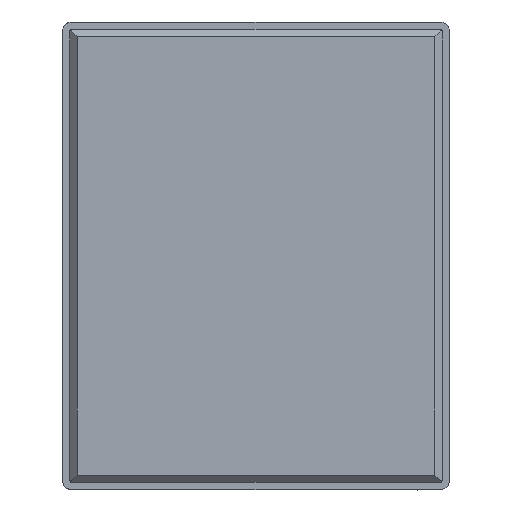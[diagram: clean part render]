
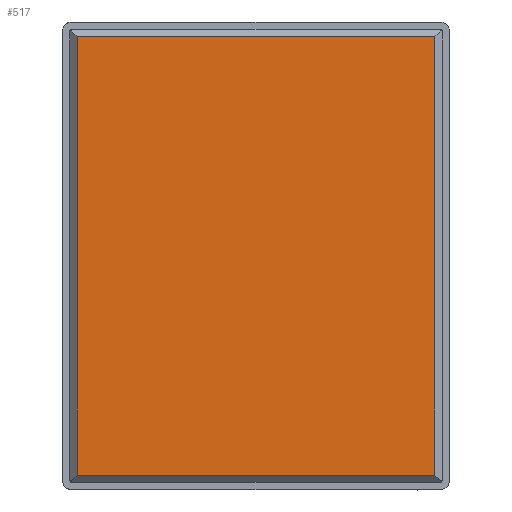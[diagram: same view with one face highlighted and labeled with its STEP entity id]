
A CAD part, top view. The second image highlights one B-rep face of the part: STEP entity #517.
In plain terms, the highlighted planar face has unit normal (0, 0, 1).
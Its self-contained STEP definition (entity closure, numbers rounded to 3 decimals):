
#466=PLANE('',#2365);
#517=ADVANCED_FACE('',(#687),#466,.T.);
#687=FACE_OUTER_BOUND('',#751,.T.);
#751=EDGE_LOOP('',(#1324,#1325,#1326,#1327));
#1324=ORIENTED_EDGE('',*,*,#1957,.T.);
#1325=ORIENTED_EDGE('',*,*,#1949,.T.);
#1326=ORIENTED_EDGE('',*,*,#1969,.T.);
#1327=ORIENTED_EDGE('',*,*,#1963,.T.);
#1716=VERTEX_POINT('',#4058);
#1717=VERTEX_POINT('',#4059);
#1723=VERTEX_POINT('',#4075);
#1727=VERTEX_POINT('',#4087);
#1949=EDGE_CURVE('',#1716,#1717,#2176,.T.);
#1957=EDGE_CURVE('',#1723,#1716,#2183,.T.);
#1963=EDGE_CURVE('',#1727,#1723,#2188,.T.);
#1969=EDGE_CURVE('',#1717,#1727,#2193,.T.);
#2176=LINE('',#4057,#2270);
#2183=LINE('',#4074,#2277);
#2188=LINE('',#4086,#2282);
#2193=LINE('',#4098,#2287);
#2270=VECTOR('',#2697,1.);
#2277=VECTOR('',#2710,1.);
#2282=VECTOR('',#2721,1.);
#2287=VECTOR('',#2732,1.);
#2365=AXIS2_PLACEMENT_3D('',#4106,#2743,#2744);
#2697=DIRECTION('',(0.,-1.,0.));
#2710=DIRECTION('',(-1.,0.,0.));
#2721=DIRECTION('',(0.,1.,0.));
#2732=DIRECTION('',(1.,0.,0.));
#2743=DIRECTION('',(0.,0.,1.));
#2744=DIRECTION('',(1.,0.,0.));
#4057=CARTESIAN_POINT('',(-0.995,1.297,0.09));
#4058=CARTESIAN_POINT('',(-0.995,1.22,0.09));
#4059=CARTESIAN_POINT('',(-0.995,-1.22,0.09));
#4074=CARTESIAN_POINT('',(1.042,1.22,0.09));
#4075=CARTESIAN_POINT('',(0.995,1.22,0.09));
#4086=CARTESIAN_POINT('',(0.995,1.297,0.09));
#4087=CARTESIAN_POINT('',(0.995,-1.22,0.09));
#4098=CARTESIAN_POINT('',(1.042,-1.22,0.09));
#4106=CARTESIAN_POINT('',(1.042,1.297,0.09));
